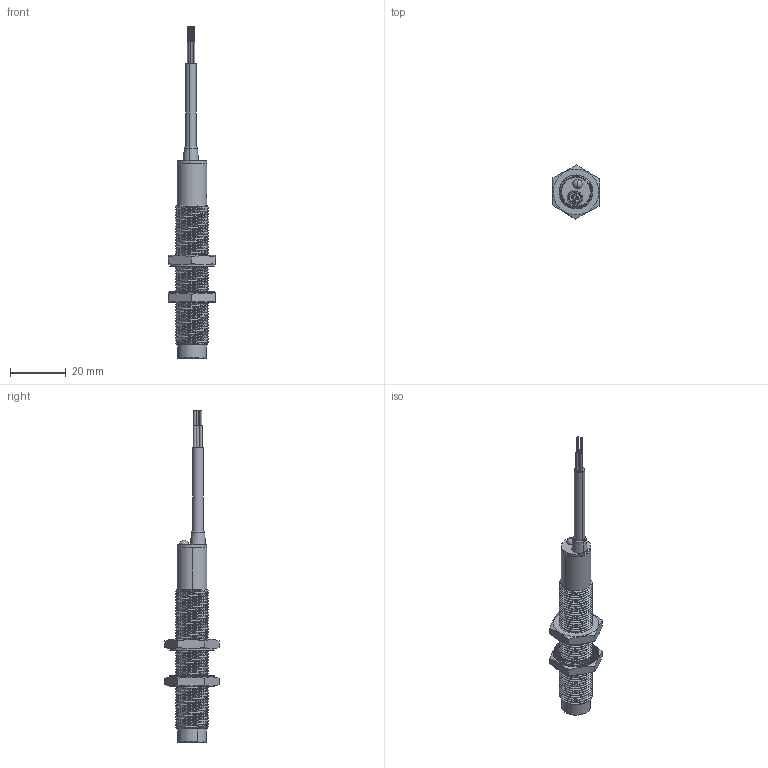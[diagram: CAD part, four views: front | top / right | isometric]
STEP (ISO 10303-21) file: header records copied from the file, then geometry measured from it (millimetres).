
FILE_DESCRIPTION (( 'STEP AP214' ), '1' );
FILE_NAME ('PXCAP12-3004PC_3D.step', '2023-07-14T19:07:40', ( '' ), ( '' ), 'SwSTEP 2.0', 'SolidWorks 2022', '' );
FILE_SCHEMA (( 'AUTOMOTIVE_DESIGN' ));
Length unit declared in the file: inch
Products named in the file (6): ________.STEP; CM12-3004PC NC A B.STEP; ____.STEP; M12____.STEP; PXCAP12-3004PC_3D; ____-0.STEP
Assembly tree (6 placements, depth 3):
  PXCAP12-3004PC_3D
    CM12-3004PC NC A B.STEP
      ____.STEP
      ____-0.STEP
      ________.STEP
      M12____.STEP  x2
Bounding box: 17.04 x 19.39 x 119.1 mm (x, y, z)
Volume: 3294.2 mm3; surface area: 8596.3 mm2
Topology: 6 solids, 6 shells, 561 faces, 1564 edges, 1031 vertices
Faces by surface type: cylinder 308, plane 206, cone 40, torus 4, bspline 3
Entity records: 22956 total; most frequent: CARTESIAN_POINT 13806, ORIENTED_EDGE 2066, DIRECTION 1696, EDGE_CURVE 1033, VERTEX_POINT 679, AXIS2_PLACEMENT_3D 671, EDGE_LOOP 402, ADVANCED_FACE 380
